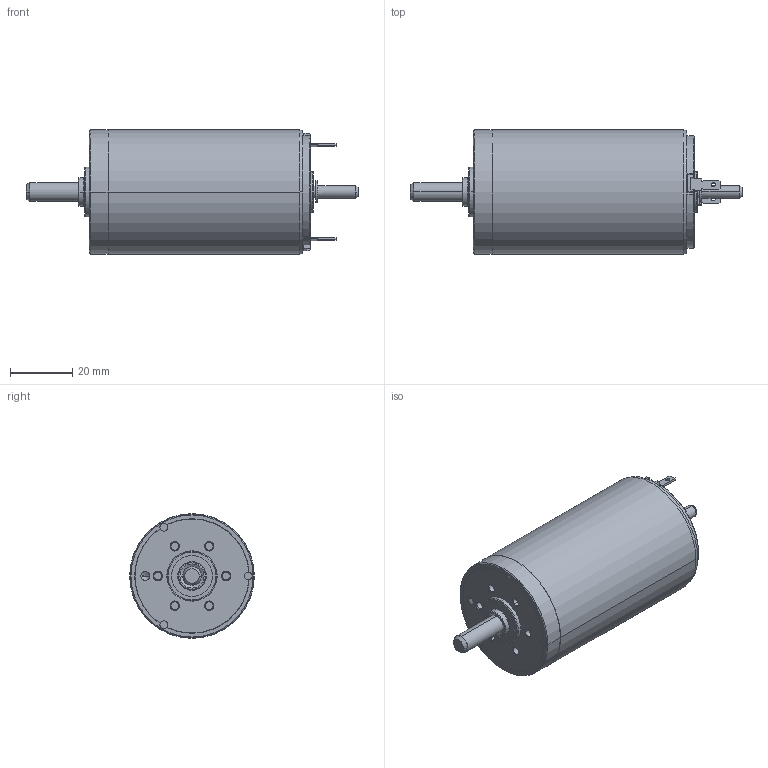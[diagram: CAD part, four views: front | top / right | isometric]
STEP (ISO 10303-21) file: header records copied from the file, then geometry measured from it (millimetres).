
FILE_DESCRIPTION((''),'2;1');
FILE_NAME('148866_SW0001','2016-10-10T',('mmagvisi'),(''),'CREO PARAMETRIC BY PTC INC, 2016050','CREO PARAMETRIC BY PTC INC, 2016050','');
FILE_SCHEMA(('CONFIG_CONTROL_DESIGN'));
Length unit declared in the file: millimetre
Products named in the file (1): 148866_SW0001
Bounding box: 106.6 x 40 x 40 mm (x, y, z)
Volume: 89295.2 mm3; surface area: 13630.5 mm2
Topology: 3 solids, 3 shells, 408 faces, 1031 edges, 664 vertices
Faces by surface type: cylinder 146, plane 128, cone 61, bspline 50, torus 23
Entity records: 18639 total; most frequent: CARTESIAN_POINT 4308, DIRECTION 2080, ORIENTED_EDGE 2058, PRESENTATION_STYLE_ASSIGNMENT 1169, STYLED_ITEM 1032, CURVE_STYLE 1029, EDGE_CURVE 1029, AXIS2_PLACEMENT_3D 777
